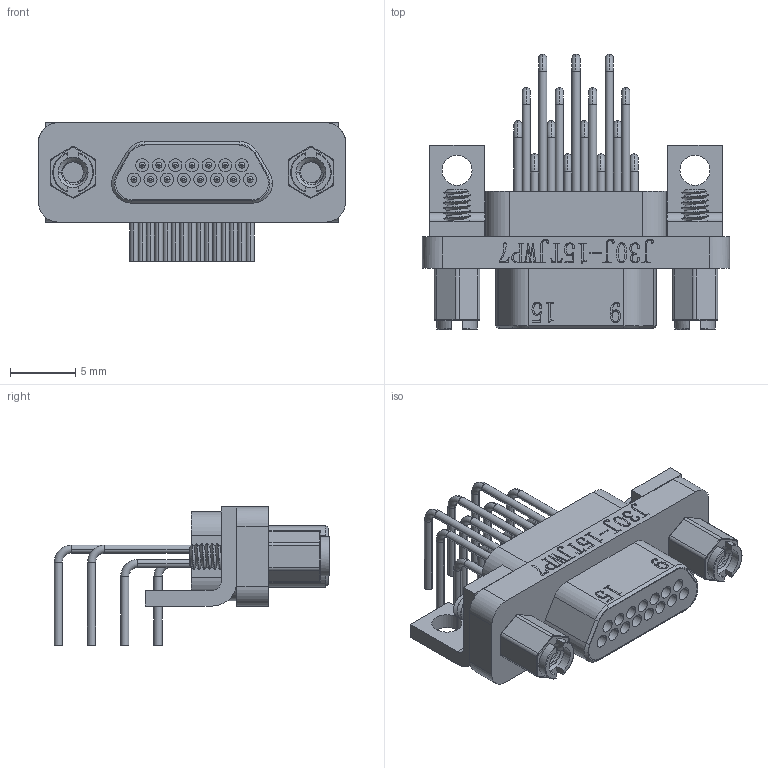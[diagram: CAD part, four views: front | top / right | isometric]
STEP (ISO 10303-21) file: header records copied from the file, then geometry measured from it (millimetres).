
FILE_DESCRIPTION (( 'STEP AP203' ), '1' );
FILE_NAME ('FMD006-M015BDBU-00.STEP', '2025-08-27T10:03:34', ( '' ), ( '' ), 'SwSTEP 2.0', 'SolidWorks 2021', '' );
FILE_SCHEMA (( 'CONFIG_CONTROL_DESIGN' ));
Length unit declared in the file: millimetre
Products named in the file (1): FMD006-M015BDBU-00
Bounding box: 23.5 x 21.07 x 10.6 mm (x, y, z)
Volume: 1197.3 mm3; surface area: 1860.4 mm2
Topology: 1 solids, 1 shells, 1200 faces, 3186 edges, 2077 vertices
Faces by surface type: plane 568, cylinder 266, bspline 261, torus 90, cone 15
Entity records: 50216 total; most frequent: CARTESIAN_POINT 22025, ORIENTED_EDGE 6372, DIRECTION 4985, EDGE_CURVE 3186, VERTEX_POINT 2077, LINE 1927, VECTOR 1927, AXIS2_PLACEMENT_3D 1529
